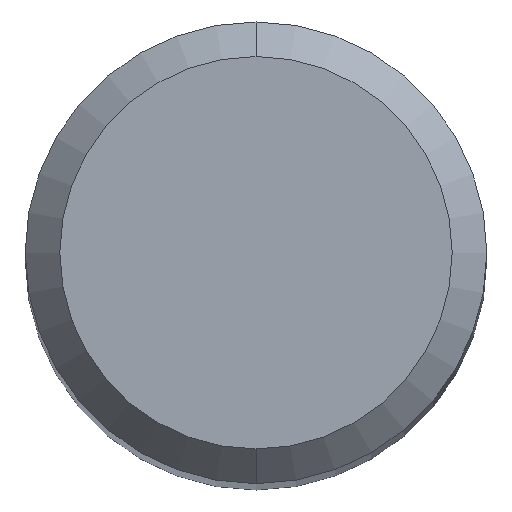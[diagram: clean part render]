
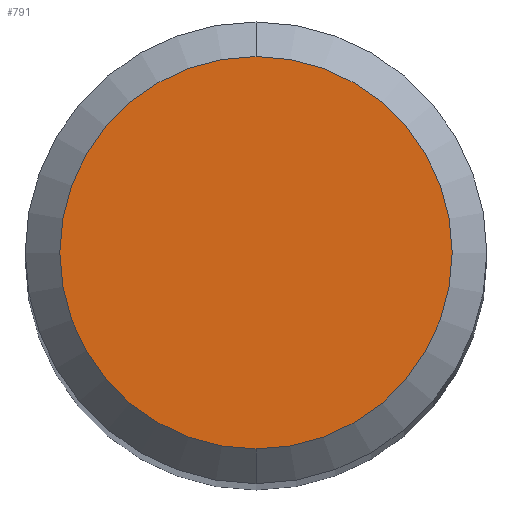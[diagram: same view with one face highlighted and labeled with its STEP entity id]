
A CAD part, top view. The second image highlights one B-rep face of the part: STEP entity #791.
In plain terms, the highlighted planar face has unit normal (0, 0, 1).
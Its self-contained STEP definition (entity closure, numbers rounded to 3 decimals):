
#585=EDGE_CURVE('',#1155,#945,#1427,.T.);
#791=ADVANCED_FACE('',(#1648),#1649,.T.);
#945=VERTEX_POINT('',#1818);
#955=EDGE_CURVE('',#945,#1155,#1829,.T.);
#1155=VERTEX_POINT('',#2047);
#1427=CIRCLE('',#3084,1.7);
#1648=FACE_OUTER_BOUND('',#3907,.T.);
#1649=PLANE('',#3908);
#1818=CARTESIAN_POINT('',(0.,-1.7,0.0));
#1829=CIRCLE('',#4776,1.7);
#2047=CARTESIAN_POINT('',(0.0,1.7,0.0));
#3084=AXIS2_PLACEMENT_3D('',#6312,#6313,#6314);
#3907=EDGE_LOOP('',(#6516,#6517));
#3908=AXIS2_PLACEMENT_3D('',#6518,#6519,#6520);
#4776=AXIS2_PLACEMENT_3D('',#6737,#6738,#6739);
#6312=CARTESIAN_POINT('',(0.0,0.0,0.0));
#6313=DIRECTION('',(0.0,0.0,-1.0));
#6314=DIRECTION('',(0.0,1.0,0.0));
#6516=ORIENTED_EDGE('',*,*,#585,.F.);
#6517=ORIENTED_EDGE('',*,*,#955,.F.);
#6518=CARTESIAN_POINT('',(0.0,0.85,0.0));
#6519=DIRECTION('',(-0.0,0.0,1.0));
#6520=DIRECTION('',(0.0,-1.0,0.0));
#6737=CARTESIAN_POINT('',(0.0,0.0,0.0));
#6738=DIRECTION('',(0.0,0.0,-1.0));
#6739=DIRECTION('',(0.0,1.0,0.0));
